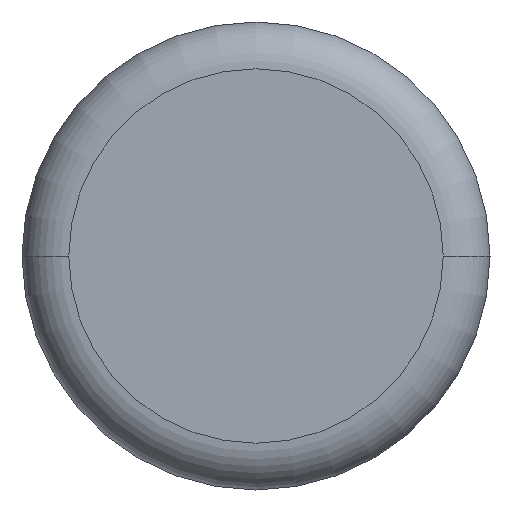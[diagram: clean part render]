
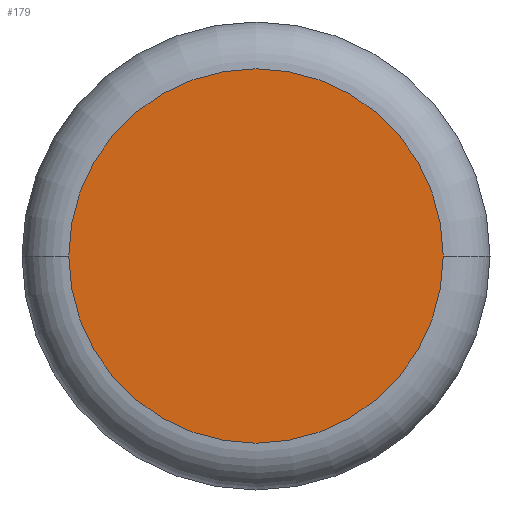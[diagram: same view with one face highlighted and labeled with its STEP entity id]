
A CAD part, front view. The second image highlights one B-rep face of the part: STEP entity #179.
In plain terms, the highlighted planar face has unit normal (0, -1, 0).
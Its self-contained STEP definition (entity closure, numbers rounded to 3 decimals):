
#40=CARTESIAN_POINT('',(0.,-8.,0.));
#41=DIRECTION('',(0.,1.,0.));
#42=DIRECTION('',(-1.,0.,0.));
#43=AXIS2_PLACEMENT_3D('',#40,#41,#42);
#50=CARTESIAN_POINT('',(0.,-8.,0.));
#51=DIRECTION('',(0.,-1.,0.));
#52=DIRECTION('',(-1.,0.,0.));
#53=AXIS2_PLACEMENT_3D('',#50,#51,#52);
#78=CARTESIAN_POINT('',(-0.8,-8.,0.));
#79=CARTESIAN_POINT('',(0.8,-8.,0.));
#80=VERTEX_POINT('',#78);
#81=VERTEX_POINT('',#79);
#169=CARTESIAN_POINT('',(0.,-8.,0.));
#170=DIRECTION('',(0.,1.,0.));
#171=DIRECTION('',(1.,0.,0.));
#172=AXIS2_PLACEMENT_3D('',#169,#170,#171);
#173=PLANE('',#172);
#175=ORIENTED_EDGE('',*,*,#174,.F.);
#176=ORIENTED_EDGE('',*,*,#159,.T.);
#177=EDGE_LOOP('',(#175,#176));
#178=FACE_OUTER_BOUND('',#177,.F.);
#44=CIRCLE('',#43,0.8);
#54=CIRCLE('',#53,0.8);
#159=EDGE_CURVE('',#80,#81,#44,.T.);
#174=EDGE_CURVE('',#80,#81,#54,.T.);
#179=ADVANCED_FACE('',(#178),#173,.F.);
